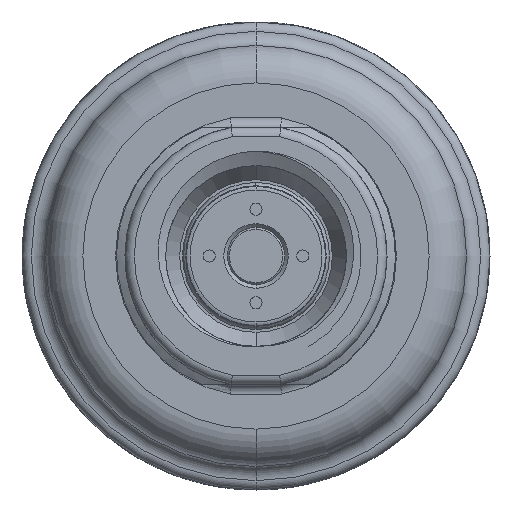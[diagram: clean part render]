
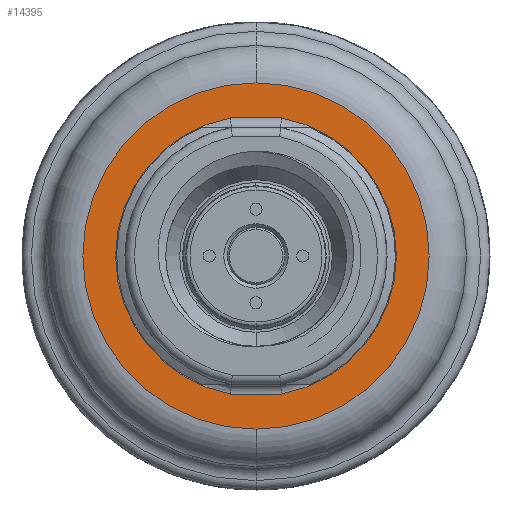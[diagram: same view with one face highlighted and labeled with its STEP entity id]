
A CAD part, front view. The second image highlights one B-rep face of the part: STEP entity #14395.
In plain terms, the highlighted planar face has unit normal (0, -1, 0).
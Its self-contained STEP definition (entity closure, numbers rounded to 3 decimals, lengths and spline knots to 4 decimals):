
#2127=CARTESIAN_POINT('',(0.,-0.1181,0.));
#2128=DIRECTION('',(0.,-1.,0.));
#2129=DIRECTION('',(0.,0.,-1.));
#2130=AXIS2_PLACEMENT_3D('',#2127,#2128,#2129);
#2132=CARTESIAN_POINT('',(0.,-0.1181,0.));
#2133=DIRECTION('',(0.,-1.,0.));
#2134=DIRECTION('',(0.,0.,1.));
#2135=AXIS2_PLACEMENT_3D('',#2132,#2133,#2134);
#2137=CARTESIAN_POINT('',(0.,-0.1181,0.));
#2138=DIRECTION('',(0.,-1.,0.));
#2139=DIRECTION('',(-0.182,0.,0.983));
#2140=AXIS2_PLACEMENT_3D('',#2137,#2138,#2139);
#2142=DIRECTION('',(1.,0.,0.));
#2143=VECTOR('',#2142,0.2147);
#2144=CARTESIAN_POINT('',(-0.1074,-0.1181,
-0.5807));
#2145=LINE('',#2144,#2143);
#2146=CARTESIAN_POINT('',(0.,-0.1181,0.));
#2147=DIRECTION('',(0.,-1.,0.));
#2148=DIRECTION('',(0.182,0.,-0.983));
#2149=AXIS2_PLACEMENT_3D('',#2146,#2147,#2148);
#2151=DIRECTION('',(-1.,0.,0.));
#2152=VECTOR('',#2151,0.2147);
#2153=CARTESIAN_POINT('',(0.1074,-0.1181,
0.5807));
#2154=LINE('',#2153,#2152);
#11419=CARTESIAN_POINT('',(-0.1074,-0.1181,
0.5807));
#11420=CARTESIAN_POINT('',(-0.1074,-0.1181,
-0.5807));
#11421=VERTEX_POINT('',#11419);
#11422=VERTEX_POINT('',#11420);
#11427=CARTESIAN_POINT('',(0.1074,-0.1181,
-0.5807));
#11428=CARTESIAN_POINT('',(0.1074,-0.1181,
0.5807));
#11429=VERTEX_POINT('',#11427);
#11430=VERTEX_POINT('',#11428);
#11768=CARTESIAN_POINT('',(0.,-0.1181,-0.7283));
#11769=CARTESIAN_POINT('',(0.,-0.1181,0.7283));
#11770=VERTEX_POINT('',#11768);
#11771=VERTEX_POINT('',#11769);
#14375=CARTESIAN_POINT('',(0.,-0.1181,0.));
#14376=DIRECTION('',(0.,-1.,0.));
#14377=DIRECTION('',(0.,0.,1.));
#14378=AXIS2_PLACEMENT_3D('',#14375,#14376,#14377);
#14379=PLANE('',#14378);
#14381=ORIENTED_EDGE('',*,*,#14380,.F.);
#14383=ORIENTED_EDGE('',*,*,#14382,.F.);
#14384=EDGE_LOOP('',(#14381,#14383));
#14385=FACE_OUTER_BOUND('',#14384,.F.);
#14386=ORIENTED_EDGE('',*,*,#14365,.T.);
#14388=ORIENTED_EDGE('',*,*,#14387,.T.);
#14390=ORIENTED_EDGE('',*,*,#14389,.T.);
#14392=ORIENTED_EDGE('',*,*,#14391,.T.);
#14393=EDGE_LOOP('',(#14386,#14388,#14390,#14392));
#14394=FACE_BOUND('',#14393,.F.);
#14395=ADVANCED_FACE('',(#14385,#14394),#14379,.T.);
#2131=CIRCLE('',#2130,0.7283);
#2136=CIRCLE('',#2135,0.7283);
#2141=CIRCLE('',#2140,0.5906);
#2150=CIRCLE('',#2149,0.5906);
#14365=EDGE_CURVE('',#11421,#11422,#2141,.T.);
#14380=EDGE_CURVE('',#11770,#11771,#2131,.T.);
#14382=EDGE_CURVE('',#11771,#11770,#2136,.T.);
#14387=EDGE_CURVE('',#11422,#11429,#2145,.T.);
#14389=EDGE_CURVE('',#11429,#11430,#2150,.T.);
#14391=EDGE_CURVE('',#11430,#11421,#2154,.T.);
